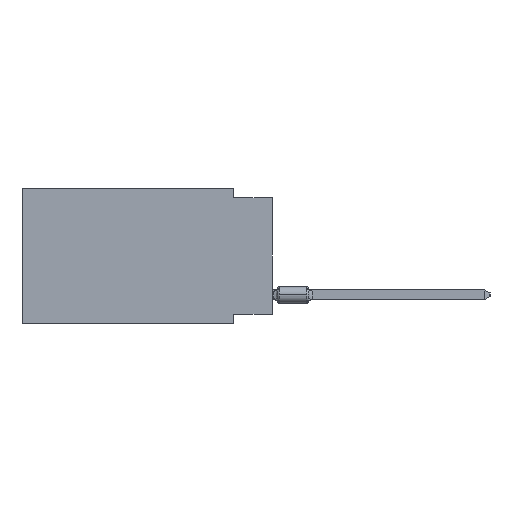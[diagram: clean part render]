
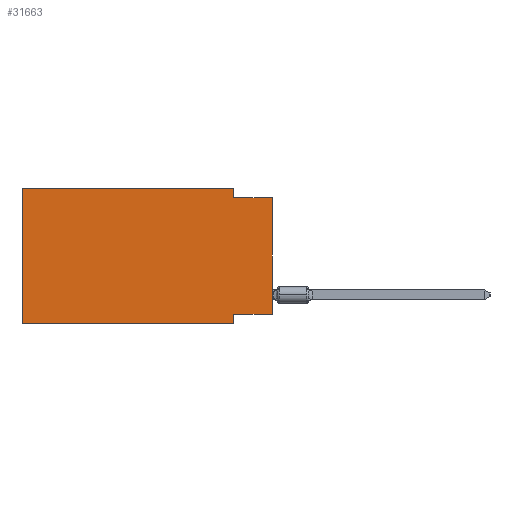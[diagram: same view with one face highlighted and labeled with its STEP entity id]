
A CAD part, left-side view. The second image highlights one B-rep face of the part: STEP entity #31663.
In plain terms, the highlighted planar face has unit normal (-1, 0, 0).
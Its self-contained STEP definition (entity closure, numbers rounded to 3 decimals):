
#1978 = VERTEX_POINT ( 'NONE', #37567 ) ;
#2984 = CARTESIAN_POINT ( 'NONE',  ( 0., 2.54, -8.89 ) ) ;
#4618 = CARTESIAN_POINT ( 'NONE',  ( 0., 16.383, 0. ) ) ;
#6414 = ORIENTED_EDGE ( 'NONE', *, *, #111533, .T. ) ;
#9906 = ORIENTED_EDGE ( 'NONE', *, *, #16233, .T. ) ;
#10258 = EDGE_CURVE ( 'NONE', #27278, #93042, #103228, .T. ) ;
#13860 = CARTESIAN_POINT ( 'NONE',  ( 0., 16.383, 0. ) ) ;
#13909 = PLANE ( 'NONE',  #15097 ) ;
#14918 = CARTESIAN_POINT ( 'NONE',  ( 0., 2.54, -0.635 ) ) ;
#15097 = AXIS2_PLACEMENT_3D ( 'NONE', #65884, #83960, #24047 ) ;
#16233 = EDGE_CURVE ( 'NONE', #90900, #96590, #91144, .T. ) ;
#19230 = VECTOR ( 'NONE', #27966, 1000. ) ;
#19936 = EDGE_CURVE ( 'NONE', #100496, #105826, #105644, .T. ) ;
#20969 = EDGE_CURVE ( 'NONE', #1978, #54904, #82027, .T. ) ;
#22528 = ORIENTED_EDGE ( 'NONE', *, *, #94501, .F. ) ;
#23946 = CARTESIAN_POINT ( 'NONE',  ( 0., 0., -0.635 ) ) ;
#24047 = DIRECTION ( 'NONE',  ( 0., 0., -1. ) ) ;
#24590 = CARTESIAN_POINT ( 'NONE',  ( 0., 0., 0. ) ) ;
#24728 = CARTESIAN_POINT ( 'NONE',  ( 0., 0., -8.255 ) ) ;
#27278 = VERTEX_POINT ( 'NONE', #102928 ) ;
#27966 = DIRECTION ( 'NONE',  ( 0., 0., -1. ) ) ;
#29219 = VECTOR ( 'NONE', #69510, 1000. ) ;
#29347 = VECTOR ( 'NONE', #41398, 1000. ) ;
#30018 = VECTOR ( 'NONE', #78291, 1000. ) ;
#30972 = VECTOR ( 'NONE', #39081, 1000. ) ;
#31663 = ADVANCED_FACE ( 'NONE', ( #67003 ), #13909, .F. ) ;
#36444 = CARTESIAN_POINT ( 'NONE',  ( 0., 2.54, -8.89 ) ) ;
#37567 = CARTESIAN_POINT ( 'NONE',  ( 0., 16.383, 0. ) ) ;
#39081 = DIRECTION ( 'NONE',  ( 0., -1., 0. ) ) ;
#41398 = DIRECTION ( 'NONE',  ( 0., -1., 0. ) ) ;
#42145 = EDGE_LOOP ( 'NONE', ( #6414, #88262, #92221, #85748, #85907, #9906, #22528, #67859 ) ) ;
#42490 = VECTOR ( 'NONE', #57374, 1000. ) ;
#48202 = CARTESIAN_POINT ( 'NONE',  ( 0., 16.383, -8.89 ) ) ;
#52545 = CARTESIAN_POINT ( 'NONE',  ( 0., 0., -0.635 ) ) ;
#52846 = LINE ( 'NONE', #36444, #19230 ) ;
#53573 = VECTOR ( 'NONE', #57391, 1000. ) ;
#54904 = VERTEX_POINT ( 'NONE', #70976 ) ;
#57374 = DIRECTION ( 'NONE',  ( 0., 0., 1. ) ) ;
#57391 = DIRECTION ( 'NONE',  ( 0., 0., 1. ) ) ;
#59426 = CARTESIAN_POINT ( 'NONE',  ( 0., 16.383, -8.89 ) ) ;
#61330 = CARTESIAN_POINT ( 'NONE',  ( 0., 2.54, 0. ) ) ;
#65884 = CARTESIAN_POINT ( 'NONE',  ( 0., 16.383, 0. ) ) ;
#67003 = FACE_OUTER_BOUND ( 'NONE', #42145, .T. ) ;
#67859 = ORIENTED_EDGE ( 'NONE', *, *, #10258, .F. ) ;
#69510 = DIRECTION ( 'NONE',  ( 0., -1., 0. ) ) ;
#70976 = CARTESIAN_POINT ( 'NONE',  ( 0., 2.54, 0. ) ) ;
#78291 = DIRECTION ( 'NONE',  ( 0., 0., -1. ) ) ;
#78872 = LINE ( 'NONE', #61330, #30018 ) ;
#82027 = LINE ( 'NONE', #4618, #30972 ) ;
#83960 = DIRECTION ( 'NONE',  ( 1., 0., 0. ) ) ;
#85191 = DIRECTION ( 'NONE',  ( 0., 1., 0. ) ) ;
#85748 = ORIENTED_EDGE ( 'NONE', *, *, #20969, .F. ) ;
#85907 = ORIENTED_EDGE ( 'NONE', *, *, #110242, .F. ) ;
#88262 = ORIENTED_EDGE ( 'NONE', *, *, #19936, .F. ) ;
#90900 = VERTEX_POINT ( 'NONE', #59426 ) ;
#91144 = LINE ( 'NONE', #48202, #29347 ) ;
#91869 = CARTESIAN_POINT ( 'NONE',  ( 0., 2.54, -8.255 ) ) ;
#92221 = ORIENTED_EDGE ( 'NONE', *, *, #94454, .F. ) ;
#93042 = VERTEX_POINT ( 'NONE', #91869 ) ;
#94454 = EDGE_CURVE ( 'NONE', #54904, #100496, #78872, .T. ) ;
#94501 = EDGE_CURVE ( 'NONE', #93042, #96590, #52846, .T. ) ;
#96590 = VERTEX_POINT ( 'NONE', #2984 ) ;
#99037 = VECTOR ( 'NONE', #85191, 1000. ) ;
#100496 = VERTEX_POINT ( 'NONE', #14918 ) ;
#101998 = LINE ( 'NONE', #24590, #53573 ) ;
#102928 = CARTESIAN_POINT ( 'NONE',  ( 0., 0., -8.255 ) ) ;
#103228 = LINE ( 'NONE', #24728, #99037 ) ;
#105444 = LINE ( 'NONE', #13860, #42490 ) ;
#105644 = LINE ( 'NONE', #52545, #29219 ) ;
#105826 = VERTEX_POINT ( 'NONE', #23946 ) ;
#110242 = EDGE_CURVE ( 'NONE', #90900, #1978, #105444, .T. ) ;
#111533 = EDGE_CURVE ( 'NONE', #27278, #105826, #101998, .T. ) ;
